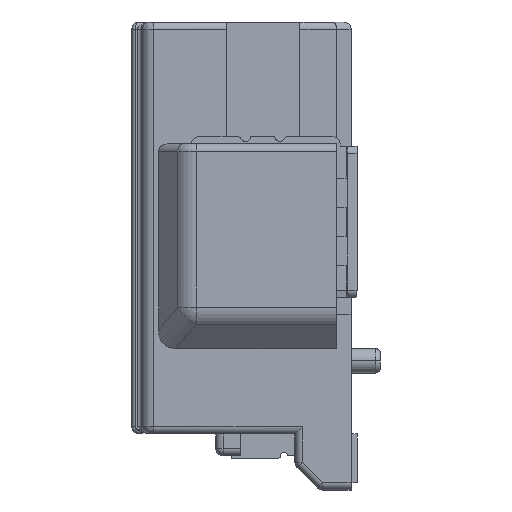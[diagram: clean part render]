
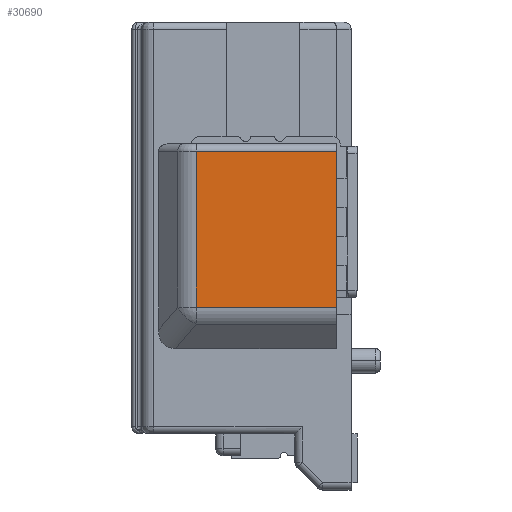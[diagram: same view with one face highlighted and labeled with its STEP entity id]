
A CAD part, left-side view. The second image highlights one B-rep face of the part: STEP entity #30690.
In plain terms, the highlighted planar face has unit normal (-1, 0, 0).
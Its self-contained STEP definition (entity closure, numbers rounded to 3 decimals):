
#6759=DIRECTION('',(0.,0.,-1.));
#6760=VECTOR('',#6759,6.397);
#6761=CARTESIAN_POINT('',(-16.1,0.6,-5.3));
#6762=LINE('',#6761,#6760);
#8635=DIRECTION('',(0.,1.,0.));
#8636=VECTOR('',#8635,5.755);
#8637=CARTESIAN_POINT('',(-16.1,0.6,-5.3));
#8638=LINE('',#8637,#8636);
#8639=DIRECTION('',(0.,1.,0.));
#8640=VECTOR('',#8639,5.755);
#8641=CARTESIAN_POINT('',(-16.1,0.6,-11.697));
#8642=LINE('',#8641,#8640);
#8643=DIRECTION('',(0.,0.,-1.));
#8644=VECTOR('',#8643,6.397);
#8645=CARTESIAN_POINT('',(-16.1,6.355,-5.3));
#8646=LINE('',#8645,#8644);
#15960=CARTESIAN_POINT('',(-16.1,0.6,-11.697));
#15962=VERTEX_POINT('',#15960);
#15964=CARTESIAN_POINT('',(-16.1,6.355,-11.697));
#15965=VERTEX_POINT('',#15964);
#15988=CARTESIAN_POINT('',(-16.1,6.355,-5.3));
#15989=VERTEX_POINT('',#15988);
#15993=CARTESIAN_POINT('',(-16.1,0.6,-5.3));
#15995=VERTEX_POINT('',#15993);
#30677=CARTESIAN_POINT('',(-16.1,0.6,-5.));
#30678=DIRECTION('',(-1.,0.,0.));
#30679=DIRECTION('',(0.,0.,-1.));
#30680=AXIS2_PLACEMENT_3D('',#30677,#30678,#30679);
#30681=PLANE('',#30680);
#30682=ORIENTED_EDGE('',*,*,#30669,.F.);
#30683=ORIENTED_EDGE('',*,*,#27930,.T.);
#30685=ORIENTED_EDGE('',*,*,#30684,.T.);
#30687=ORIENTED_EDGE('',*,*,#30686,.F.);
#30688=EDGE_LOOP('',(#30682,#30683,#30685,#30687));
#30689=FACE_OUTER_BOUND('',#30688,.F.);
#30690=ADVANCED_FACE('',(#30689),#30681,.T.);
#27930=EDGE_CURVE('',#15995,#15962,#6762,.T.);
#30669=EDGE_CURVE('',#15995,#15989,#8638,.T.);
#30684=EDGE_CURVE('',#15962,#15965,#8642,.T.);
#30686=EDGE_CURVE('',#15989,#15965,#8646,.T.);
